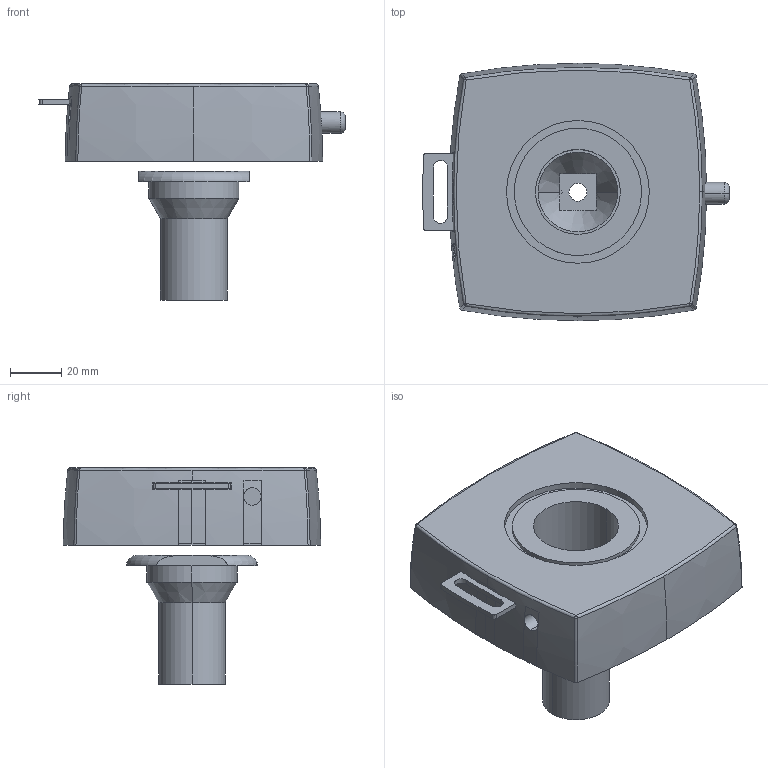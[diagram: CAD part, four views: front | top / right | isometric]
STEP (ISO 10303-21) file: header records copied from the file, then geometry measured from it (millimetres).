
FILE_DESCRIPTION (( 'STEP AP203' ), '1' );
FILE_NAME ('EC-14-T.STEP', '2017-04-26T12:41:10', ( '' ), ( '' ), 'SwSTEP 2.0', 'SolidWorks 2017', '' );
FILE_SCHEMA (( 'CONFIG_CONTROL_DESIGN' ));
Length unit declared in the file: millimetre
Products named in the file (3): Espelho C 14; EC-14-T; TULIPA 14
Assembly tree (2 placements, depth 2):
  EC-14-T
    Espelho C 14
    TULIPA 14
Bounding box: 119.08 x 100 x 84 mm (x, y, z)
Volume: 266886.3 mm3; surface area: 46650 mm2
Topology: 2 solids, 2 shells, 147 faces, 351 edges, 222 vertices
Faces by surface type: plane 52, cylinder 51, torus 23, sphere 17, cone 4
Entity records: 5037 total; most frequent: CARTESIAN_POINT 1198, DIRECTION 819, ORIENTED_EDGE 702, EDGE_CURVE 351, AXIS2_PLACEMENT_3D 350, VERTEX_POINT 222, CIRCLE 198, EDGE_LOOP 167
